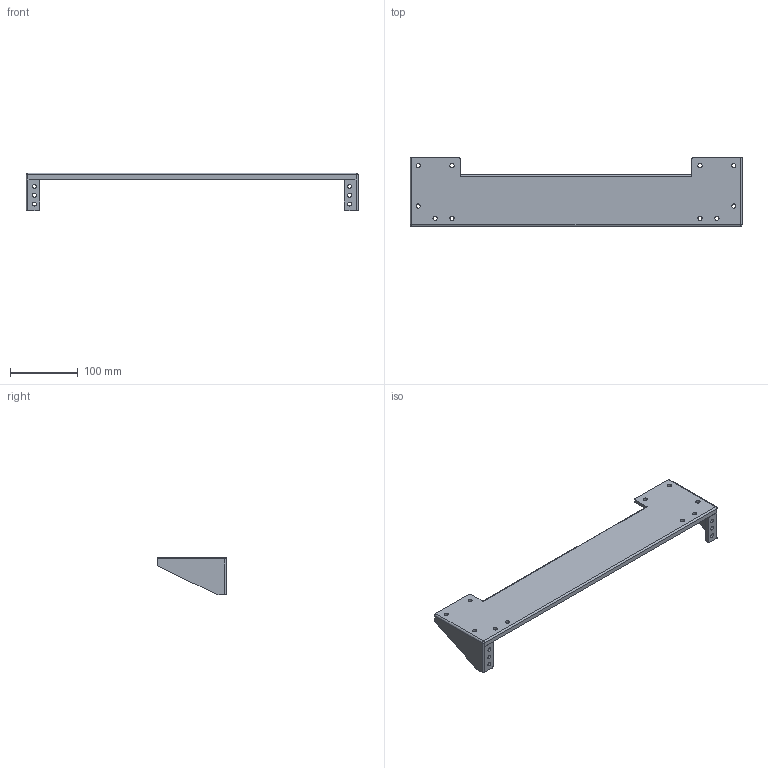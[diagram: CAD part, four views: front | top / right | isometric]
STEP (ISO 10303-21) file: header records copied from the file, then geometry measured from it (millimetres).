
FILE_DESCRIPTION (( 'STEP AP214' ), '1' );
FILE_NAME ('RP00001.STEP', '2018-11-26T19:00:42', ( '' ), ( '' ), 'SwSTEP 2.0', 'SolidWorks 2017', '' );
FILE_SCHEMA (( 'AUTOMOTIVE_DESIGN' ));
Length unit declared in the file: inch
Products named in the file (1): RP00001
Bounding box: 490 x 101.6 x 55.6 mm (x, y, z)
Volume: 252414.1 mm3; surface area: 110895 mm2
Topology: 1 solids, 1 shells, 112 faces, 294 edges, 188 vertices
Faces by surface type: cylinder 64, plane 34, torus 12, sphere 2
Entity records: 4212 total; most frequent: DIRECTION 664, CARTESIAN_POINT 599, ORIENTED_EDGE 584, EDGE_CURVE 292, AXIS2_PLACEMENT_3D 261, VERTEX_POINT 188, EDGE_LOOP 150, CIRCLE 148
